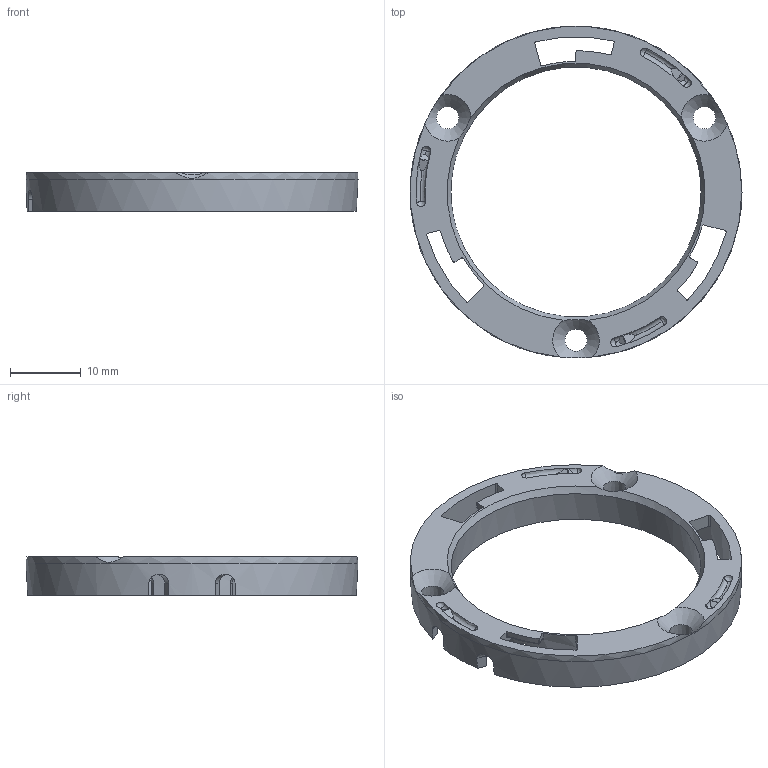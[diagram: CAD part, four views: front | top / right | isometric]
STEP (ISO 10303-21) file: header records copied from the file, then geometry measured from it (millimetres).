
FILE_DESCRIPTION(('STEP AP242'),'1');
FILE_NAME('LLH66B4.stp','2023-02-16T15:37:04',(' '),(' '),'Spatial InterOp 3D',' ',' ');
FILE_SCHEMA(('AP242_MANAGED_MODEL_BASED_3D_ENGINEERING_MIM_LF {1 0 10303 442 1 1 4}'));
Length unit declared in the file: millimetre
Products named in the file (1): LLH66B4
Bounding box: 47 x 47 x 5.5 mm (x, y, z)
Volume: 2151.6 mm3; surface area: 3722.7 mm2
Topology: 1 solids, 1 shells, 328 faces, 938 edges, 614 vertices
Faces by surface type: extrusion 119, plane 107, cone 37, bspline 33, cylinder 14, torus 12, sphere 6
Entity records: 14794 total; most frequent: CARTESIAN_POINT 4382, ORIENTED_EDGE 1824, DIRECTION 1200, EDGE_CURVE 912, VERTEX_POINT 604, B_SPLINE_CURVE_WITH_KNOTS 499, VECTOR 456, AXIS2_PLACEMENT_3D 372
